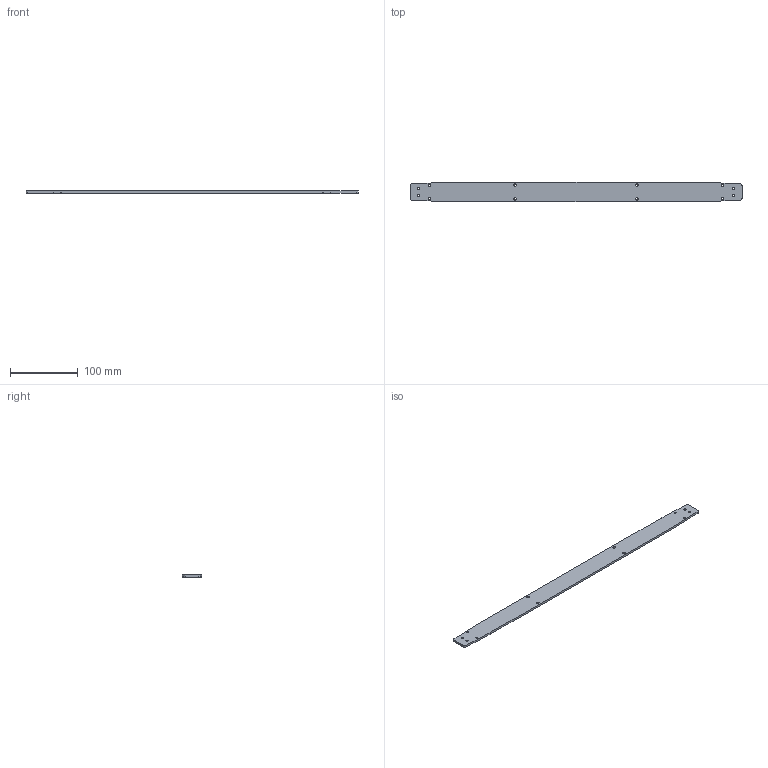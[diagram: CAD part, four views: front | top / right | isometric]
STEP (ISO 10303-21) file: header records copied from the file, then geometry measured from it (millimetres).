
FILE_DESCRIPTION (( 'STEP AP214' ), '1' );
FILE_NAME ('Wheel Gaurd Ring.STEP', '2023-08-26T07:04:53', ( '' ), ( '' ), 'SwSTEP 2.0', 'SolidWorks 2023', '' );
FILE_SCHEMA (( 'AUTOMOTIVE_DESIGN' ));
Length unit declared in the file: inch
Products named in the file (1): Wheel Gaurd Ring
Bounding box: 490.06 x 28.57 x 3.17 mm (x, y, z)
Volume: 43316.4 mm3; surface area: 30942.2 mm2
Topology: 1 solids, 1 shells, 46 faces, 132 edges, 88 vertices
Faces by surface type: cylinder 28, plane 10, bspline 8
Entity records: 1651 total; most frequent: CARTESIAN_POINT 391, ORIENTED_EDGE 264, DIRECTION 238, EDGE_CURVE 132, AXIS2_PLACEMENT_3D 95, VERTEX_POINT 88, EDGE_LOOP 70, CIRCLE 56
